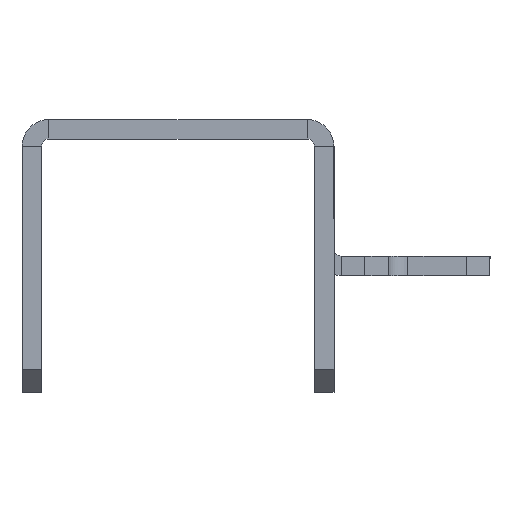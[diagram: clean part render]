
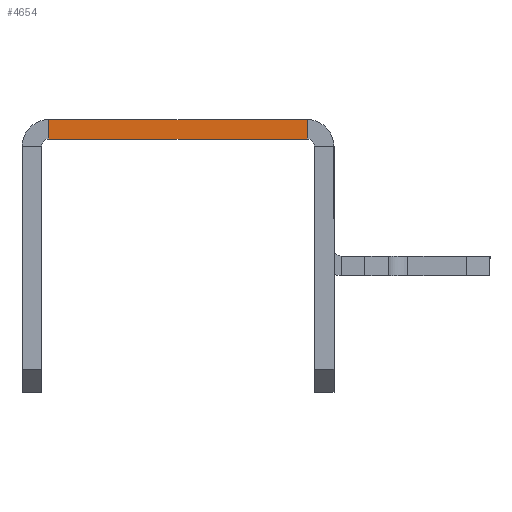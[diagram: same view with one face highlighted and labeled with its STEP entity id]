
A CAD part, left-side view. The second image highlights one B-rep face of the part: STEP entity #4654.
In plain terms, the highlighted planar face has unit normal (-1, 0, 0).
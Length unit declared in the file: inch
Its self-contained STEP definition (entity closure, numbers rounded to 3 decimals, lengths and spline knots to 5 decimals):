
#257 = VERTEX_POINT ( 'NONE', #5245 ) ;
#344 = ORIENTED_EDGE ( 'NONE', *, *, #11469, .T. ) ;
#816 = ORIENTED_EDGE ( 'NONE', *, *, #11463, .F. ) ;
#885 = VERTEX_POINT ( 'NONE', #8762 ) ;
#886 = VERTEX_POINT ( 'NONE', #8758 ) ;
#1015 = ORIENTED_EDGE ( 'NONE', *, *, #11446, .T. ) ;
#1019 = ORIENTED_EDGE ( 'NONE', *, *, #11468, .T. ) ;
#1064 = VERTEX_POINT ( 'NONE', #8485 ) ;
#3299 = VECTOR ( 'NONE', #16443, 39.37008 ) ;
#3301 = VECTOR ( 'NONE', #16421, 39.37008 ) ;
#3302 = LINE ( 'NONE', #16255, #3299 ) ;
#3303 = LINE ( 'NONE', #16416, #3301 ) ;
#3309 = VECTOR ( 'NONE', #16360, 39.37008 ) ;
#3312 = LINE ( 'NONE', #16371, #3309 ) ;
#3336 = VECTOR ( 'NONE', #16273, 39.37008 ) ;
#3338 = LINE ( 'NONE', #16324, #3336 ) ;
#4654 = ADVANCED_FACE ( 'NONE', ( #5624 ), #8168, .F. ) ;
#5245 = CARTESIAN_POINT ( 'NONE',  ( -15.577, 0.827, 0. ) ) ;
#5624 = FACE_OUTER_BOUND ( 'NONE', #14918, .T. ) ;
#8162 = DIRECTION ( 'NONE',  ( 0., 0., -1. ) ) ;
#8163 = DIRECTION ( 'NONE',  ( 1., 0., 0. ) ) ;
#8168 = PLANE ( 'NONE',  #9779 ) ;
#8171 = CARTESIAN_POINT ( 'NONE',  ( -15.577, -2., -1.625 ) ) ;
#8485 = CARTESIAN_POINT ( 'NONE',  ( -15.577, -0.827, 0. ) ) ;
#8758 = CARTESIAN_POINT ( 'NONE',  ( -15.577, 0.827, 0.125 ) ) ;
#8762 = CARTESIAN_POINT ( 'NONE',  ( -15.577, -0.827, 0.125 ) ) ;
#9779 = AXIS2_PLACEMENT_3D ( 'NONE', #8171, #8163, #8162 ) ;
#11446 = EDGE_CURVE ( 'NONE', #885, #886, #3338, .T. ) ;
#11463 = EDGE_CURVE ( 'NONE', #1064, #257, #3312, .T. ) ;
#11468 = EDGE_CURVE ( 'NONE', #886, #257, #3303, .T. ) ;
#11469 = EDGE_CURVE ( 'NONE', #1064, #885, #3302, .T. ) ;
#14918 = EDGE_LOOP ( 'NONE', ( #1015, #1019, #816, #344 ) ) ;
#16255 = CARTESIAN_POINT ( 'NONE',  ( -15.577, -0.827, 0. ) ) ;
#16273 = DIRECTION ( 'NONE',  ( 0., 1., 0. ) ) ;
#16324 = CARTESIAN_POINT ( 'NONE',  ( -15.577, -0.875, 0.125 ) ) ;
#16360 = DIRECTION ( 'NONE',  ( 0., 1., 0. ) ) ;
#16371 = CARTESIAN_POINT ( 'NONE',  ( -15.577, -0.875, 0. ) ) ;
#16416 = CARTESIAN_POINT ( 'NONE',  ( -15.577, 0.827, 0.125 ) ) ;
#16421 = DIRECTION ( 'NONE',  ( 0., 0., -1. ) ) ;
#16443 = DIRECTION ( 'NONE',  ( 0., 0., 1. ) ) ;
